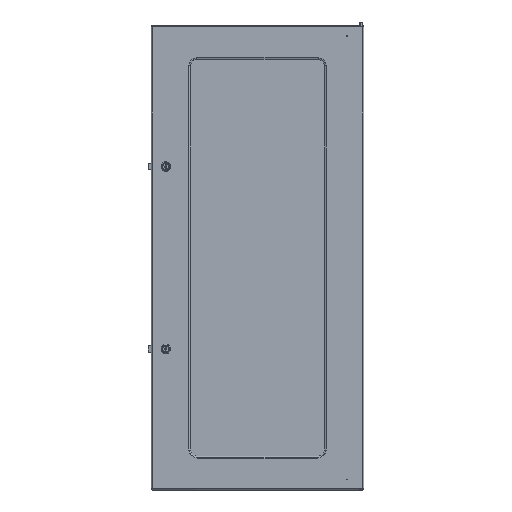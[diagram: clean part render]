
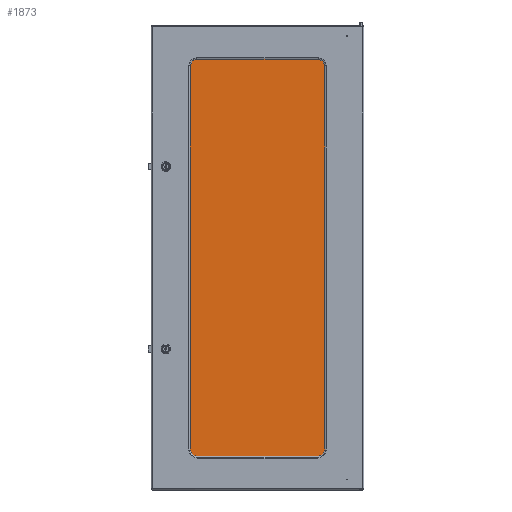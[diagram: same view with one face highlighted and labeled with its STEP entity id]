
A CAD part, top view. The second image highlights one B-rep face of the part: STEP entity #1873.
In plain terms, the highlighted planar face has unit normal (0, 0, 1).
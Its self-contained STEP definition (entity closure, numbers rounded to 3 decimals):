
#28 = VERTEX_POINT ( 'NONE', #1416 ) ;
#1120 = CARTESIAN_POINT ( 'NONE',  ( -180., 496.5, -1.379 ) ) ;
#1219 = CARTESIAN_POINT ( 'NONE',  ( -180., -496.5, -1.379 ) ) ;
#1416 = CARTESIAN_POINT ( 'NONE',  ( -180., -496.5, -1.379 ) ) ;
#1425 = PLANE ( 'NONE',  #3310 ) ;
#1611 = EDGE_CURVE ( 'NONE', #28, #10601, #6191, .T. ) ;
#1633 = VECTOR ( 'NONE', #6168, 1000. ) ;
#1873 = ADVANCED_FACE ( 'NONE', ( #8191 ), #1425, .T. ) ;
#2397 = DIRECTION ( 'NONE',  ( 0., 0., 1. ) ) ;
#2577 = CARTESIAN_POINT ( 'NONE',  ( 180., -496.5, -1.379 ) ) ;
#2774 = VECTOR ( 'NONE', #7780, 1000. ) ;
#3115 = VERTEX_POINT ( 'NONE', #3931 ) ;
#3130 = CARTESIAN_POINT ( 'NONE',  ( 180., 496.5, -1.379 ) ) ;
#3310 = AXIS2_PLACEMENT_3D ( 'NONE', #6555, #2397, #5735 ) ;
#3931 = CARTESIAN_POINT ( 'NONE',  ( -180., 496.5, -1.379 ) ) ;
#4022 = VECTOR ( 'NONE', #5657, 1000. ) ;
#4060 = ORIENTED_EDGE ( 'NONE', *, *, #10469, .T. ) ;
#4435 = DIRECTION ( 'NONE',  ( 0., -1., 0. ) ) ;
#5074 = ORIENTED_EDGE ( 'NONE', *, *, #7013, .T. ) ;
#5293 = CARTESIAN_POINT ( 'NONE',  ( -180., 496.5, -1.379 ) ) ;
#5608 = EDGE_CURVE ( 'NONE', #8622, #3115, #6980, .T. ) ;
#5657 = DIRECTION ( 'NONE',  ( 0., 1., 0. ) ) ;
#5735 = DIRECTION ( 'NONE',  ( 1., 0., 0. ) ) ;
#6168 = DIRECTION ( 'NONE',  ( -1., 0., 0. ) ) ;
#6191 = LINE ( 'NONE', #1219, #2774 ) ;
#6555 = CARTESIAN_POINT ( 'NONE',  ( -180., -496.5, -1.379 ) ) ;
#6980 = LINE ( 'NONE', #5293, #1633 ) ;
#7013 = EDGE_CURVE ( 'NONE', #3115, #28, #8602, .T. ) ;
#7780 = DIRECTION ( 'NONE',  ( 1., 0., 0. ) ) ;
#8147 = ORIENTED_EDGE ( 'NONE', *, *, #1611, .T. ) ;
#8191 = FACE_OUTER_BOUND ( 'NONE', #10558, .T. ) ;
#8602 = LINE ( 'NONE', #1120, #10032 ) ;
#8622 = VERTEX_POINT ( 'NONE', #9866 ) ;
#9347 = ORIENTED_EDGE ( 'NONE', *, *, #5608, .T. ) ;
#9866 = CARTESIAN_POINT ( 'NONE',  ( 180., 496.5, -1.379 ) ) ;
#10032 = VECTOR ( 'NONE', #4435, 1000. ) ;
#10469 = EDGE_CURVE ( 'NONE', #10601, #8622, #10594, .T. ) ;
#10558 = EDGE_LOOP ( 'NONE', ( #5074, #8147, #4060, #9347 ) ) ;
#10594 = LINE ( 'NONE', #3130, #4022 ) ;
#10601 = VERTEX_POINT ( 'NONE', #2577 ) ;
